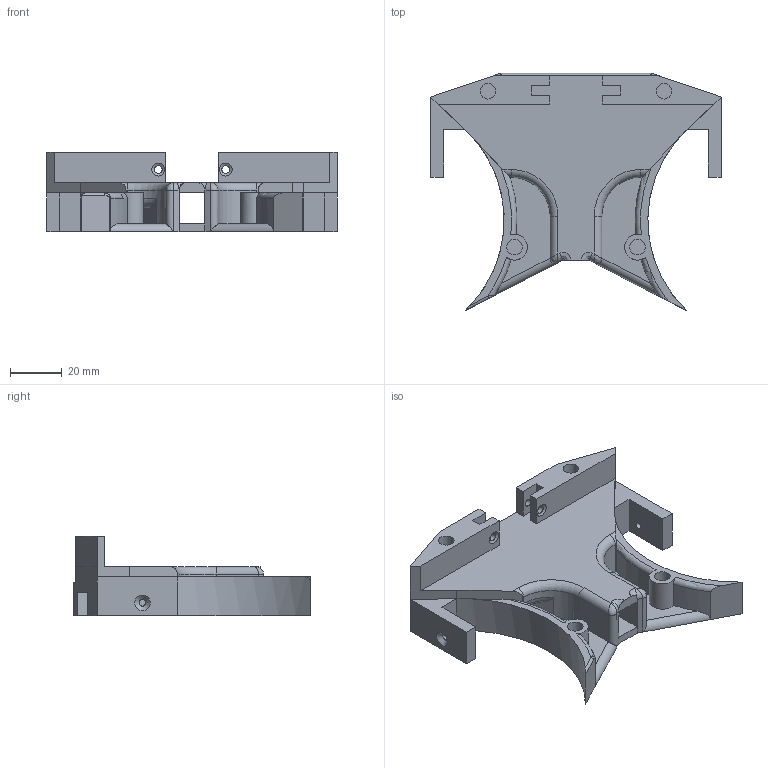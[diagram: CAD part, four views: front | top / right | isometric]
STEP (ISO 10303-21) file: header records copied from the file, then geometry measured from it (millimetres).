
FILE_DESCRIPTION(/* description */ (''),/* implementation_level */ '2;1');
FILE_NAME(/* name */ 'vastus.step',/* time_stamp */ '2023-05-20T23:14:13+03:00',/* author */ (''),/* organization */ (''),/* preprocessor_version */ 'ST-DEVELOPER v19.2',/* originating_system */ 'Autodesk Translation Framework v12.4.0.73',/* authorisation */ '');
FILE_SCHEMA (('AUTOMOTIVE_DESIGN { 1 0 10303 214 3 1 1 }'));
Length unit declared in the file: millimetre
Products named in the file (1): DOKV3
Bounding box: 112.2 x 91.73 x 30.7 mm (x, y, z)
Volume: 74884.4 mm3; surface area: 31470.7 mm2
Topology: 1 solids, 3 shells, 156 faces, 419 edges, 263 vertices
Faces by surface type: plane 100, cylinder 40, torus 7, bspline 5, cone 4
Full cylindrical faces by diameter (mm): 2.529 x2, 3 x4, 6 x4
Entity records: 5177 total; most frequent: CARTESIAN_POINT 1216, ORIENTED_EDGE 830, DIRECTION 790, EDGE_CURVE 415, LINE 302, VECTOR 302, VERTEX_POINT 263, AXIS2_PLACEMENT_3D 244
